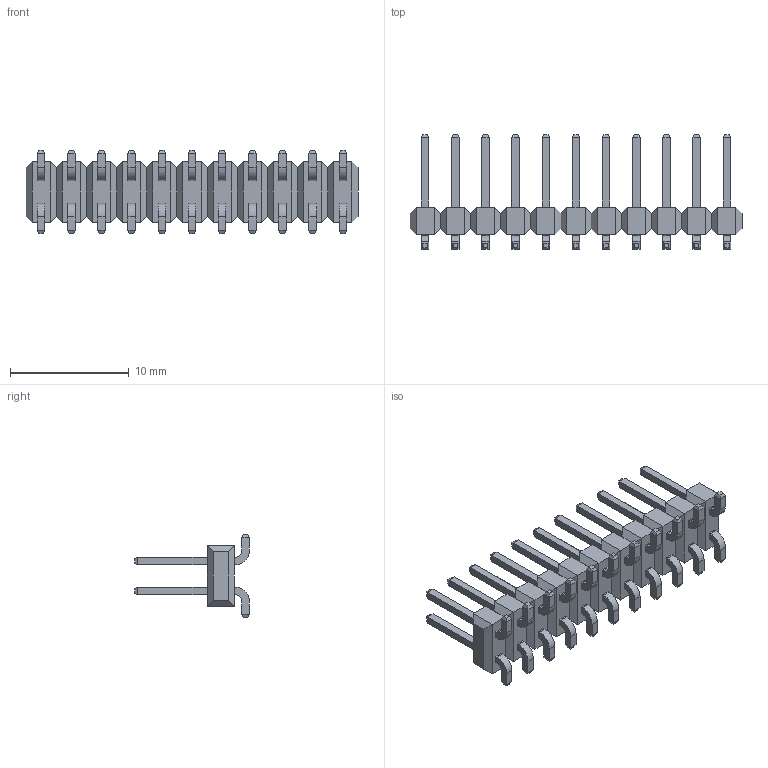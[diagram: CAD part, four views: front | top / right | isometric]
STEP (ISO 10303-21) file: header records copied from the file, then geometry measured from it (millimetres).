
FILE_DESCRIPTION((''),'2;1');
FILE_NAME('015910220','2016-12-20T',('ghp'),(''),'PRO/ENGINEER BY PARAMETRIC TECHNOLOGY CORPORATION, 2012310','PRO/ENGINEER BY PARAMETRIC TECHNOLOGY CORPORATION, 2012310','');
FILE_SCHEMA(('CONFIG_CONTROL_DESIGN'));
Length unit declared in the file: inch
Products named in the file (1): 015910220
Bounding box: 27.94 x 9.65 x 6.99 mm (x, y, z)
Volume: 364 mm3; surface area: 941.9 mm2
Topology: 1 solids, 1 shells, 618 faces, 1500 edges, 928 vertices
Faces by surface type: plane 574, cylinder 44
Entity records: 17291 total; most frequent: CARTESIAN_POINT 2959, DIRECTION 2826, ORIENTED_EDGE 2824, VECTOR 1412, LINE 1412, EDGE_CURVE 1412, VERTEX_POINT 840, AXIS2_PLACEMENT_3D 707
